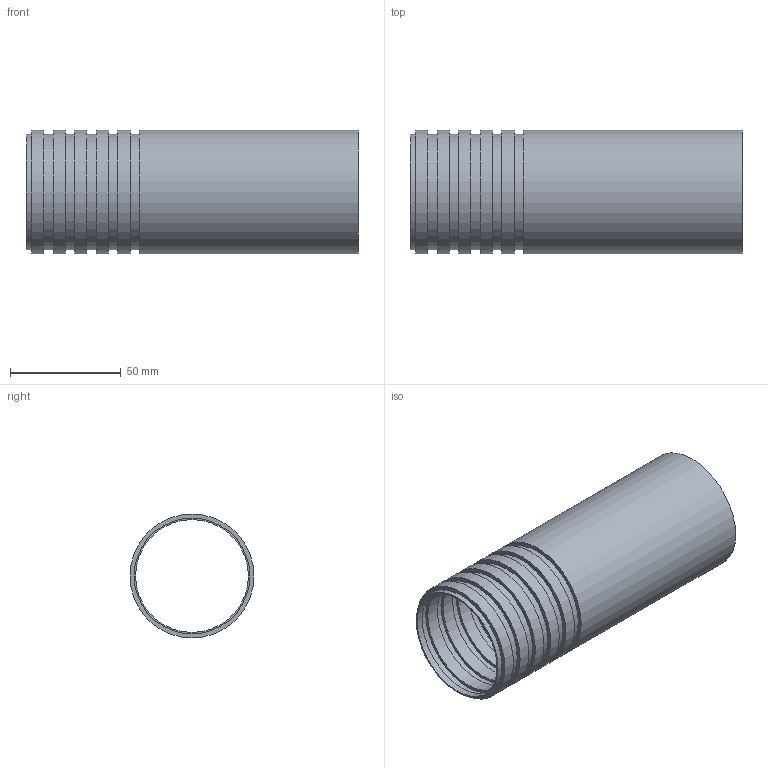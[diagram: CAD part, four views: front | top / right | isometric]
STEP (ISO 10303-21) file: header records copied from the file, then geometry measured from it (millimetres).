
FILE_DESCRIPTION( ( 'STEP AP203' ), '1' );
FILE_NAME( 'SPR-AS 1010.111.051.stp', '2020-03-11T12:45:04', ( '' ), ( '' ), ' ', 'PARTsolutions', ' ' );
FILE_SCHEMA( ( 'CONFIG_CONTROL_DESIGN' ) );
Length unit declared in the file: millimetre
Products named in the file (1): _SPR-AS 1010.111.051
Bounding box: 150 x 56 x 56 mm (x, y, z)
Volume: 49849.8 mm3; surface area: 58398.7 mm2
Topology: 1 solids, 1 shells, 56 faces, 84 edges, 56 vertices
Faces by surface type: cylinder 28, plane 28
Full cylindrical faces by diameter (mm): 51 x6, 52.25 x6, 53.671 x5, 54.571 x5, 56 x6
Entity records: 1172 total; most frequent: DIRECTION 226, CARTESIAN_POINT 169, AXIS2_PLACEMENT_3D 113, EDGE_LOOP 112, ORIENTED_EDGE 112, FACE_OUTER_BOUND 84, ADVANCED_FACE 56, EDGE_CURVE 56
